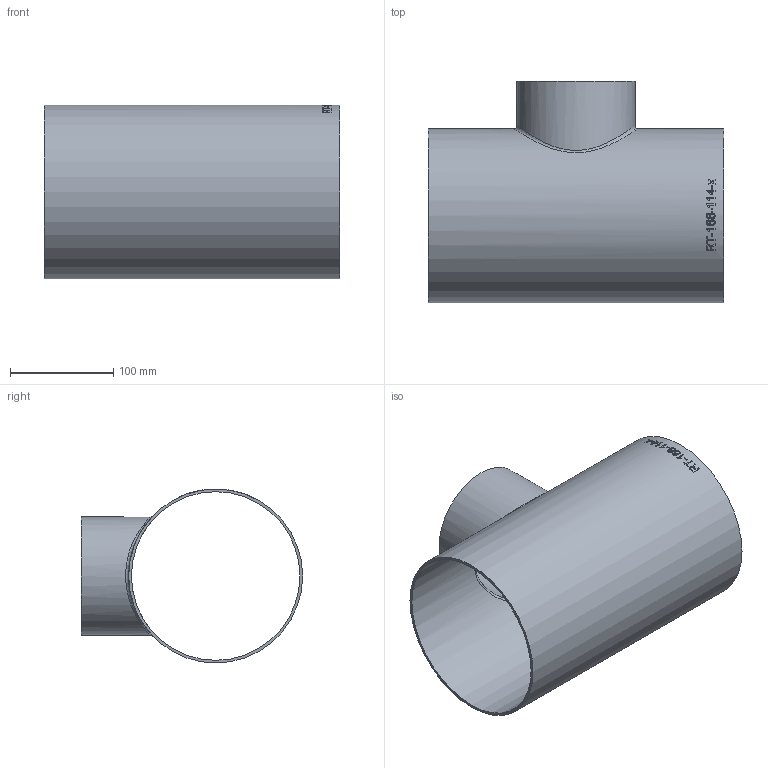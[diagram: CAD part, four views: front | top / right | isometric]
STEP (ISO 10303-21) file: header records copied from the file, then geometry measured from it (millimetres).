
FILE_DESCRIPTION (( 'STEP AP214' ), '1' );
FILE_NAME ('RT-168-114-x T-Stück Ø168,3x2,6-Ø114,3x2,6 BL286 1910.STEP', '2019-10-21T11:53:30', ( '' ), ( '' ), 'SwSTEP 2.0', 'SolidWorks 2016', '' );
FILE_SCHEMA (( 'AUTOMOTIVE_DESIGN' ));
Length unit declared in the file: millimetre
Products named in the file (1): RT-168-114-x T-Stück Ø168,3x2,6-Ø114,3x2,6 BL286 1910
Bounding box: 286 x 214.15 x 168.3 mm (x, y, z)
Volume: 412247.9 mm3; surface area: 320359.2 mm2
Topology: 1 solids, 1 shells, 147 faces, 382 edges, 254 vertices
Faces by surface type: plane 63, bspline 63, cylinder 21
Full cylindrical faces by diameter (mm): 109.1 x1, 114.3 x1, 163.1 x1, 168.3 x1
Entity records: 17959 total; most frequent: CARTESIAN_POINT 13405, ORIENTED_EDGE 746, DIRECTION 411, EDGE_CURVE 373, VERTEX_POINT 252, B_SPLINE_CURVE_WITH_KNOTS 202, EDGE_LOOP 175, AXIS2_PLACEMENT_3D 155
